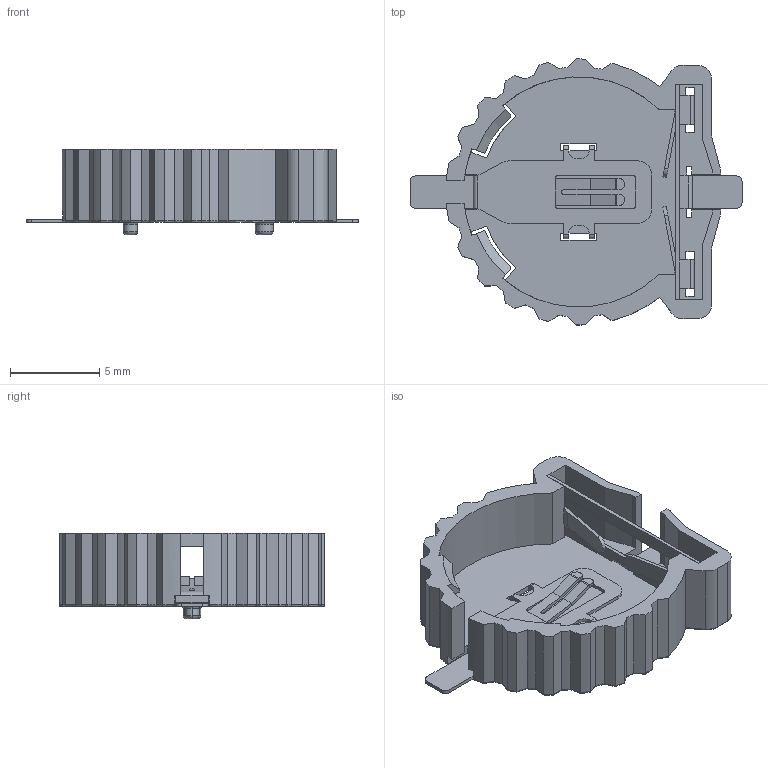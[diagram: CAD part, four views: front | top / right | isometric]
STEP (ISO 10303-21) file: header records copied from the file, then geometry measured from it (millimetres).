
FILE_DESCRIPTION (( 'STEP AP214' ), '1' );
FILE_NAME ('BAT-SMD_BS-12-B3AA011.step', '2025-04-21T02:23:48', ( '' ), ( '' ), 'SwSTEP 2.0', 'SolidWorks 2021', '' );
FILE_SCHEMA (( 'AUTOMOTIVE_DESIGN' ));
Length unit declared in the file: millimetre
Products named in the file (1): BAT-SMD_BS-12-B3AA011
Bounding box: 18.6 x 14.9 x 4.8 mm (x, y, z)
Volume: 249.9 mm3; surface area: 971.1 mm2
Topology: 3 solids, 3 shells, 734 faces, 1905 edges, 1196 vertices
Faces by surface type: plane 406, cylinder 182, bspline 98, torus 46, cone 2
Entity records: 31606 total; most frequent: CARTESIAN_POINT 6352, ORIENTED_EDGE 3810, DIRECTION 3190, EDGE_CURVE 1905, LINE 1290, VECTOR 1290, VERTEX_POINT 1196, AXIS2_PLACEMENT_3D 950
